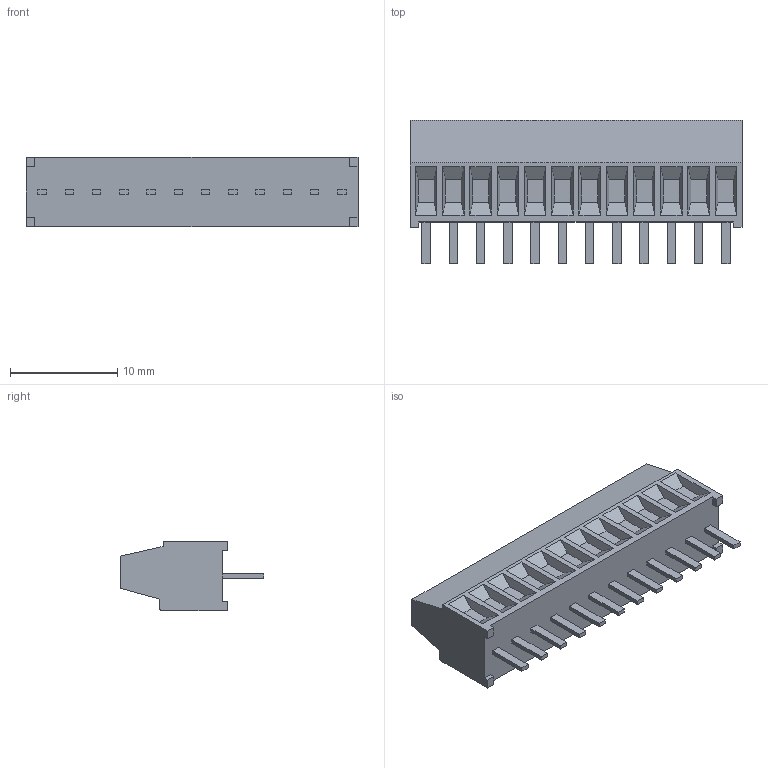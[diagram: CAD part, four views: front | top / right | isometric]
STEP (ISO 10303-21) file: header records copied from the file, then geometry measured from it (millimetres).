
FILE_DESCRIPTION((''),'2;1');
FILE_NAME('C-1-282834-2','2019-05-06T07:58:00',('workeradm'),('TE Connectivity Ltd.'),'CREO PARAMETRIC BY PTC INC, 2018190','CREO PARAMETRIC BY PTC INC, 2018190','');
FILE_SCHEMA(('AUTOMOTIVE_DESIGN { 1 0 10303 214 1 1 1 1 }'));
Length unit declared in the file: millimetre
Products named in the file (1): C-1-282834-2
Bounding box: 30.94 x 13.4 x 6.5 mm (x, y, z)
Volume: 1448.4 mm3; surface area: 1427.5 mm2
Topology: 1 solids, 1 shells, 347 faces, 903 edges, 594 vertices
Faces by surface type: plane 310, cylinder 37
Entity records: 10531 total; most frequent: CARTESIAN_POINT 1846, ORIENTED_EDGE 1806, DIRECTION 1719, EDGE_CURVE 903, VECTOR 781, LINE 781, VERTEX_POINT 594, AXIS2_PLACEMENT_3D 469
